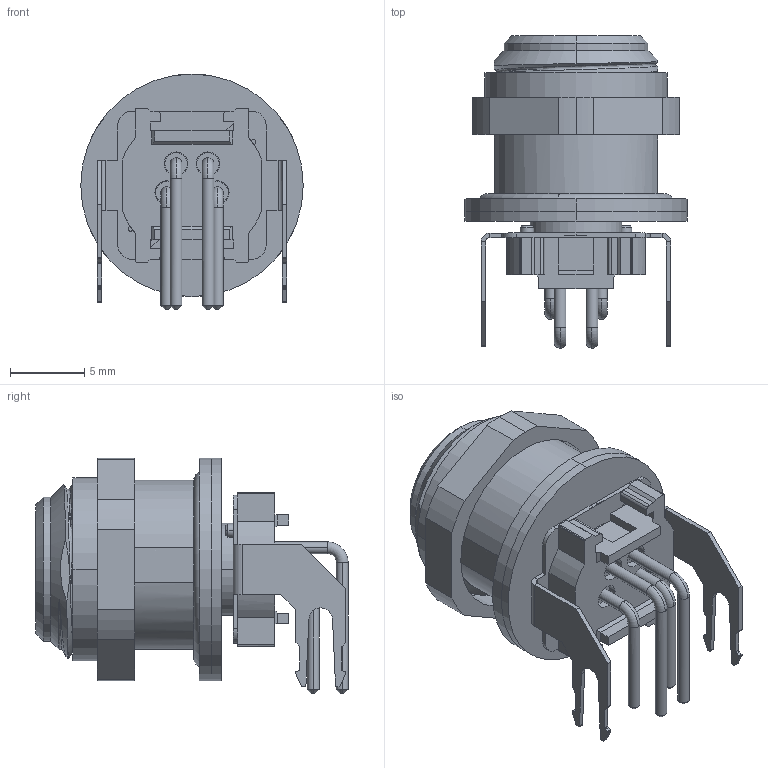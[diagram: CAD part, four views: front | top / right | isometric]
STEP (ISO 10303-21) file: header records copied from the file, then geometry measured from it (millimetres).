
FILE_DESCRIPTION(('CATIA V5 STEP Exchange','CAx-IF Rec.Pracs.--- Model Styling and Organization---1.4--- 2014-01-23'),'2;1');
FILE_NAME ('030371-1_0_2424360000_2424360000.stp','2021-02-17T14:31:14+00:00',('none'),('Weidmueller'),'CATIA Version 5-6 Release 2016 SP3 HF44','CATIA V5 STEP AP214','none');
FILE_SCHEMA(('AUTOMOTIVE_DESIGN { 1 0 10303 214 1 1 1 1 }'));
Length unit declared in the file: millimetre
Products named in the file (1): 2424360000
Bounding box: 15 x 21.05 x 15.9 mm (x, y, z)
Volume: 1637.7 mm3; surface area: 2562.7 mm2
Topology: 21 solids, 21 shells, 551 faces, 1479 edges, 986 vertices
Faces by surface type: cylinder 253, plane 233, torus 32, cone 29, bspline 4
Entity records: 19262 total; most frequent: CARTESIAN_POINT 6206, ORIENTED_EDGE 2954, DIRECTION 2159, EDGE_CURVE 1477, VERTEX_POINT 985, AXIS2_PLACEMENT_3D 960, VECTOR 727, LINE 727
